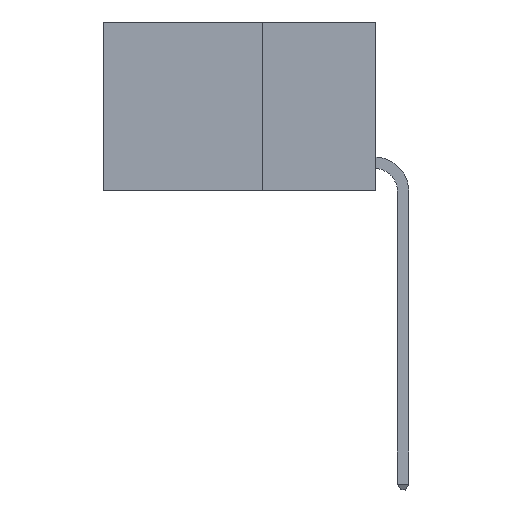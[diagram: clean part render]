
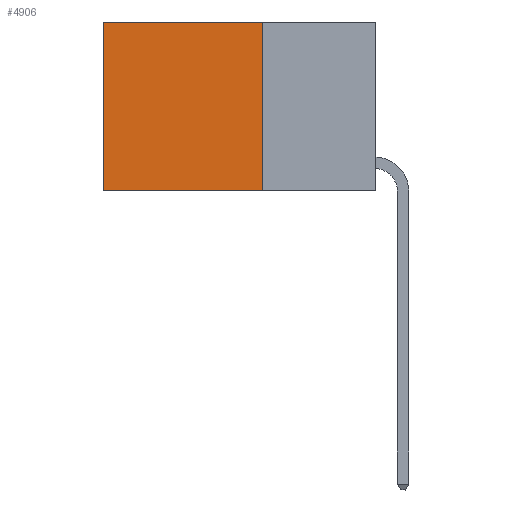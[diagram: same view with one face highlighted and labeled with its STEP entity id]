
A CAD part, left-side view. The second image highlights one B-rep face of the part: STEP entity #4906.
In plain terms, the highlighted planar face has unit normal (-1, 0, 0).
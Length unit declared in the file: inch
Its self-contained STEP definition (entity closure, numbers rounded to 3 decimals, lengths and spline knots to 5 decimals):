
#227 = CARTESIAN_POINT ( 'NONE',  ( 0.2625, 0.25, 0. ) ) ;
#385 = FACE_OUTER_BOUND ( 'NONE', #434, .T. ) ;
#434 = EDGE_LOOP ( 'NONE', ( #4468, #6732, #6463, #6741 ) ) ;
#736 = EDGE_CURVE ( 'NONE', #3111, #5966, #3259, .T. ) ;
#1087 = EDGE_CURVE ( 'NONE', #5966, #8997, #1815, .T. ) ;
#1344 = DIRECTION ( 'NONE',  ( 0., 0., -1. ) ) ;
#1372 = DIRECTION ( 'NONE',  ( 0., 1., 0. ) ) ;
#1466 = CARTESIAN_POINT ( 'NONE',  ( 0.2625, 0.6, -0.37 ) ) ;
#1489 = DIRECTION ( 'NONE',  ( 0., 1., 0. ) ) ;
#1713 = VECTOR ( 'NONE', #1372, 39.37008 ) ;
#1815 = LINE ( 'NONE', #7093, #7205 ) ;
#2113 = CARTESIAN_POINT ( 'NONE',  ( 0.2625, 0.25, 0. ) ) ;
#3111 = VERTEX_POINT ( 'NONE', #4054 ) ;
#3259 = LINE ( 'NONE', #2113, #5759 ) ;
#3711 = EDGE_CURVE ( 'NONE', #11792, #8997, #4656, .T. ) ;
#3948 = CARTESIAN_POINT ( 'NONE',  ( 0.2625, 0.25, 0. ) ) ;
#4054 = CARTESIAN_POINT ( 'NONE',  ( 0.2625, 0.25, 0. ) ) ;
#4468 = ORIENTED_EDGE ( 'NONE', *, *, #1087, .T. ) ;
#4603 = AXIS2_PLACEMENT_3D ( 'NONE', #227, #7779, #1344 ) ;
#4656 = LINE ( 'NONE', #4667, #1713 ) ;
#4667 = CARTESIAN_POINT ( 'NONE',  ( 0.2625, 0.25, -0.37 ) ) ;
#4906 = ADVANCED_FACE ( 'NONE', ( #385 ), #11623, .F. ) ;
#5267 = LINE ( 'NONE', #3948, #7713 ) ;
#5346 = CARTESIAN_POINT ( 'NONE',  ( 0.2625, 0.25, -0.37 ) ) ;
#5759 = VECTOR ( 'NONE', #1489, 39.37008 ) ;
#5966 = VERTEX_POINT ( 'NONE', #9325 ) ;
#6463 = ORIENTED_EDGE ( 'NONE', *, *, #7679, .F. ) ;
#6732 = ORIENTED_EDGE ( 'NONE', *, *, #3711, .F. ) ;
#6741 = ORIENTED_EDGE ( 'NONE', *, *, #736, .T. ) ;
#7093 = CARTESIAN_POINT ( 'NONE',  ( 0.2625, 0.6, 0. ) ) ;
#7205 = VECTOR ( 'NONE', #8088, 39.37008 ) ;
#7679 = EDGE_CURVE ( 'NONE', #3111, #11792, #5267, .T. ) ;
#7713 = VECTOR ( 'NONE', #12890, 39.37008 ) ;
#7779 = DIRECTION ( 'NONE',  ( 1., 0., 0. ) ) ;
#8088 = DIRECTION ( 'NONE',  ( 0., 0., -1. ) ) ;
#8997 = VERTEX_POINT ( 'NONE', #1466 ) ;
#9325 = CARTESIAN_POINT ( 'NONE',  ( 0.2625, 0.6, 0. ) ) ;
#11623 = PLANE ( 'NONE',  #4603 ) ;
#11792 = VERTEX_POINT ( 'NONE', #5346 ) ;
#12890 = DIRECTION ( 'NONE',  ( 0., 0., -1. ) ) ;
